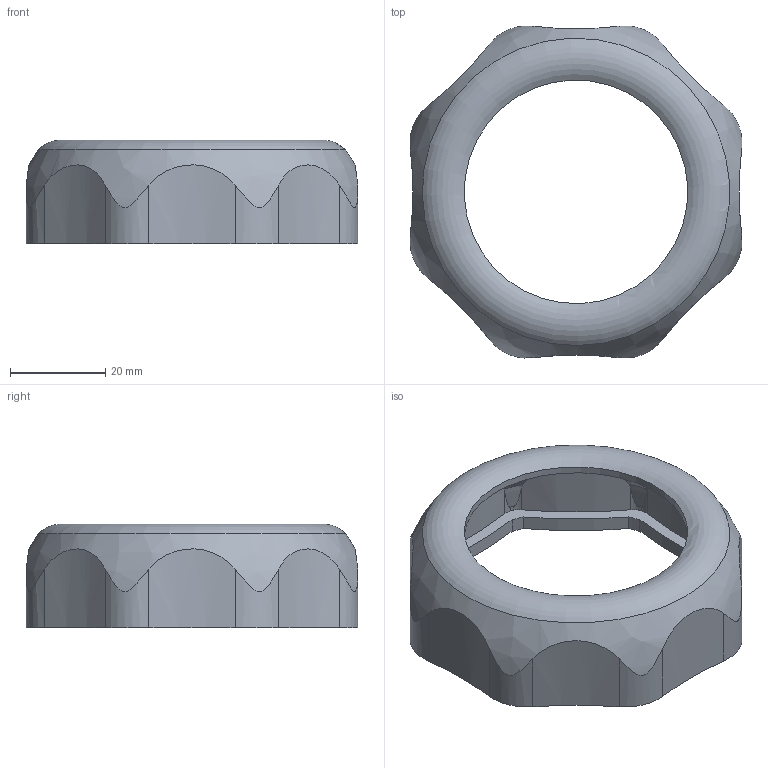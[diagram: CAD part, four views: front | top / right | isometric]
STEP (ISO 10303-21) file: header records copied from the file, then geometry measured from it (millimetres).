
FILE_DESCRIPTION( ( 'STEP AP203' ), '1' );
FILE_NAME( 'VK3070.step', '2022-07-20T07:54:08', ( ' ' ), ( ' ' ), 'XStep 1.0', ' ', ' ' );
FILE_SCHEMA( ( 'CONFIG_CONTROL_DESIGN' ) );
Length unit declared in the file: millimetre
Products named in the file (1): 1
Bounding box: 69.78 x 69.78 x 21.78 mm (x, y, z)
Volume: 14467.3 mm3; surface area: 13612.9 mm2
Topology: 1 solids, 1 shells, 1617 faces, 4750 edges, 3162 vertices
Faces by surface type: plane 1481, cylinder 95, torus 28, cone 12, bspline 1
Full cylindrical faces by diameter (mm): 47 x1
Entity records: 57639 total; most frequent: CARTESIAN_POINT 20527, ORIENTED_EDGE 9488, DIRECTION 5066, EDGE_CURVE 4744, VERTEX_POINT 3160, B_SPLINE_CURVE_WITH_KNOTS 3032, AXIS2_PLACEMENT_3D 1737, EDGE_LOOP 1650
